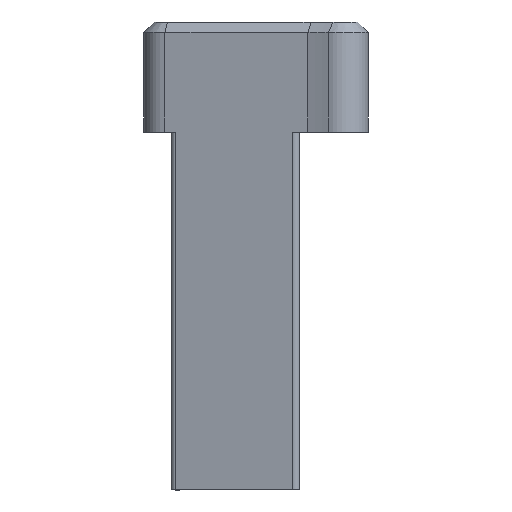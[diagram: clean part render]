
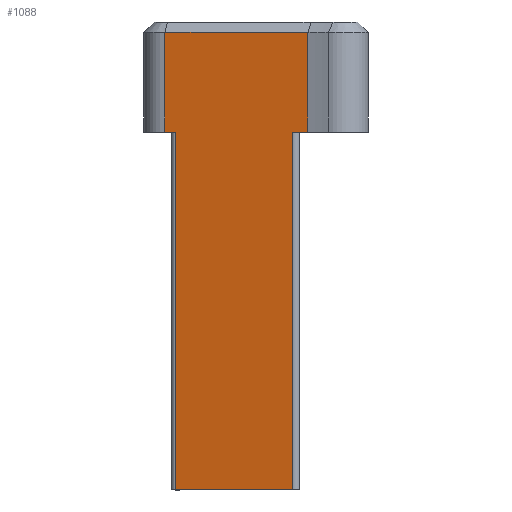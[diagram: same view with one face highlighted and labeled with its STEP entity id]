
A CAD part, front view. The second image highlights one B-rep face of the part: STEP entity #1088.
In plain terms, the highlighted planar face has unit normal (-0.237, -0.972, 0).
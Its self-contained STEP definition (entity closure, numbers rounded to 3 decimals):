
#45=PLANE('',#1177);
#87=FACE_OUTER_BOUND('',#150,.T.);
#150=EDGE_LOOP('',(#844,#845,#846,#847,#848,#849,#850,#851));
#291=LINE('',#1764,#387);
#299=LINE('',#1785,#395);
#301=LINE('',#2016,#397);
#302=LINE('',#2019,#398);
#303=LINE('',#2021,#399);
#304=LINE('',#2023,#400);
#305=LINE('',#2025,#401);
#306=LINE('',#2026,#402);
#387=VECTOR('',#1365,10.);
#395=VECTOR('',#1387,10.);
#397=VECTOR('',#1399,2.);
#398=VECTOR('',#1402,10.);
#399=VECTOR('',#1403,10.);
#400=VECTOR('',#1404,10.);
#401=VECTOR('',#1405,10.);
#402=VECTOR('',#1406,10.);
#471=VERTEX_POINT('',#1709);
#487=VERTEX_POINT('',#1757);
#494=VERTEX_POINT('',#1784);
#497=VERTEX_POINT('',#2014);
#498=VERTEX_POINT('',#2018);
#499=VERTEX_POINT('',#2020);
#500=VERTEX_POINT('',#2022);
#501=VERTEX_POINT('',#2024);
#613=EDGE_CURVE('',#487,#471,#291,.T.);
#623=EDGE_CURVE('',#494,#471,#299,.T.);
#630=EDGE_CURVE('',#497,#487,#301,.T.);
#631=EDGE_CURVE('',#498,#497,#302,.T.);
#632=EDGE_CURVE('',#499,#498,#303,.T.);
#633=EDGE_CURVE('',#500,#499,#304,.T.);
#634=EDGE_CURVE('',#501,#500,#305,.T.);
#635=EDGE_CURVE('',#494,#501,#306,.T.);
#844=ORIENTED_EDGE('',*,*,#613,.F.);
#845=ORIENTED_EDGE('',*,*,#630,.F.);
#846=ORIENTED_EDGE('',*,*,#631,.F.);
#847=ORIENTED_EDGE('',*,*,#632,.F.);
#848=ORIENTED_EDGE('',*,*,#633,.F.);
#849=ORIENTED_EDGE('',*,*,#634,.F.);
#850=ORIENTED_EDGE('',*,*,#635,.F.);
#851=ORIENTED_EDGE('',*,*,#623,.T.);
#1088=ADVANCED_FACE('',(#87),#45,.T.);
#1177=AXIS2_PLACEMENT_3D('',#2017,#1400,#1401);
#1365=DIRECTION('',(0.971,-0.237,0.));
#1387=DIRECTION('',(0.,0.,1.));
#1399=DIRECTION('',(0.,0.,1.));
#1400=DIRECTION('center_axis',(-0.237,-0.971,0.));
#1401=DIRECTION('ref_axis',(0.971,-0.237,0.));
#1402=DIRECTION('',(-0.971,0.237,0.));
#1403=DIRECTION('',(0.,0.,1.));
#1404=DIRECTION('',(-0.971,0.237,0.));
#1405=DIRECTION('',(0.,0.,-1.));
#1406=DIRECTION('',(-0.971,0.237,0.));
#1709=CARTESIAN_POINT('',(-166.459,347.562,-139.75));
#1757=CARTESIAN_POINT('',(-176.848,350.098,-139.75));
#1764=CARTESIAN_POINT('',(-175.324,349.726,-139.75));
#1784=CARTESIAN_POINT('',(-166.459,347.562,-147.));
#1785=CARTESIAN_POINT('',(-166.459,347.562,-147.));
#2014=CARTESIAN_POINT('',(-176.848,350.098,-147.));
#2016=CARTESIAN_POINT('',(-176.848,350.098,-147.));
#2017=CARTESIAN_POINT('Origin',(-177.31,350.211,-147.));
#2018=CARTESIAN_POINT('',(-176.082,349.911,-147.));
#2019=CARTESIAN_POINT('',(-175.324,349.726,-147.));
#2020=CARTESIAN_POINT('',(-176.082,349.911,-173.));
#2021=CARTESIAN_POINT('',(-176.082,349.911,-147.));
#2022=CARTESIAN_POINT('',(-167.542,347.826,-173.));
#2023=CARTESIAN_POINT('',(-177.31,350.211,-173.));
#2024=CARTESIAN_POINT('',(-167.542,347.826,-147.));
#2025=CARTESIAN_POINT('',(-167.542,347.826,-147.));
#2026=CARTESIAN_POINT('',(-175.324,349.726,-147.));
